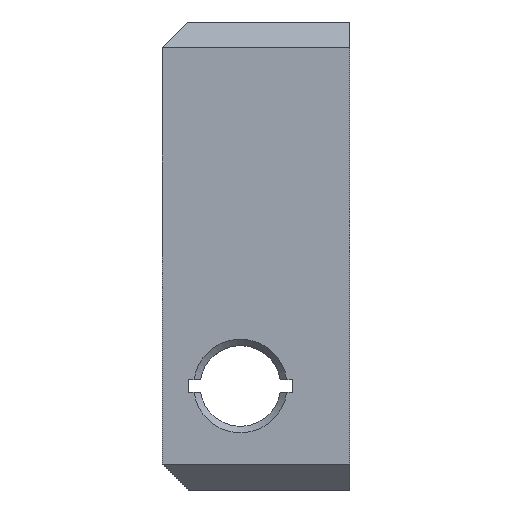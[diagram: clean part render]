
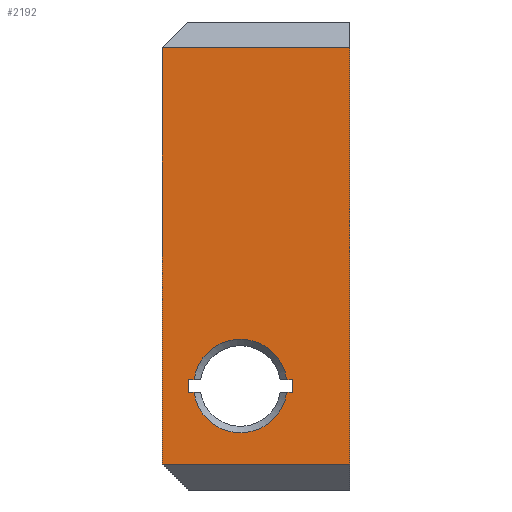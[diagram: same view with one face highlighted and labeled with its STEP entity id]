
A CAD part, left-side view. The second image highlights one B-rep face of the part: STEP entity #2192.
In plain terms, the highlighted planar face has unit normal (-1, 0, 0).
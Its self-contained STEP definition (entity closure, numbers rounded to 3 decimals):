
#86=FACE_BOUND('',#763,.T.);
#101=LINE('',#3115,#330);
#105=LINE('',#3128,#334);
#106=LINE('',#3130,#335);
#107=LINE('',#3132,#336);
#108=LINE('',#3133,#337);
#109=LINE('',#3135,#338);
#110=LINE('',#3137,#339);
#111=LINE('',#3139,#340);
#112=LINE('',#3143,#341);
#113=LINE('',#3144,#342);
#330=VECTOR('',#2520,10.);
#334=VECTOR('',#2526,10.);
#335=VECTOR('',#2527,10.);
#336=VECTOR('',#2528,10.);
#337=VECTOR('',#2529,10.);
#338=VECTOR('',#2530,10.);
#339=VECTOR('',#2531,10.);
#340=VECTOR('',#2532,10.);
#341=VECTOR('',#2535,10.);
#342=VECTOR('',#2536,10.);
#560=PLANE('',#2335);
#644=FACE_OUTER_BOUND('',#762,.T.);
#762=EDGE_LOOP('',(#1522,#1523,#1524,#1525));
#763=EDGE_LOOP('',(#1526,#1527,#1528,#1529,#1530,#1531,#1532,#1533));
#893=CIRCLE('',#2332,1.8);
#895=CIRCLE('',#2336,1.8);
#956=VERTEX_POINT('',#3102);
#957=VERTEX_POINT('',#3106);
#959=VERTEX_POINT('',#3114);
#963=VERTEX_POINT('',#3126);
#964=VERTEX_POINT('',#3127);
#965=VERTEX_POINT('',#3129);
#966=VERTEX_POINT('',#3131);
#967=VERTEX_POINT('',#3134);
#968=VERTEX_POINT('',#3136);
#969=VERTEX_POINT('',#3138);
#970=VERTEX_POINT('',#3140);
#971=VERTEX_POINT('',#3142);
#1178=EDGE_CURVE('',#956,#957,#893,.T.);
#1181=EDGE_CURVE('',#959,#957,#101,.T.);
#1186=EDGE_CURVE('',#963,#964,#105,.T.);
#1187=EDGE_CURVE('',#965,#963,#106,.T.);
#1188=EDGE_CURVE('',#966,#965,#107,.T.);
#1189=EDGE_CURVE('',#966,#964,#108,.T.);
#1190=EDGE_CURVE('',#956,#967,#109,.T.);
#1191=EDGE_CURVE('',#967,#968,#110,.T.);
#1192=EDGE_CURVE('',#968,#969,#111,.T.);
#1193=EDGE_CURVE('',#970,#969,#895,.T.);
#1194=EDGE_CURVE('',#970,#971,#112,.T.);
#1195=EDGE_CURVE('',#971,#959,#113,.T.);
#1522=ORIENTED_EDGE('',*,*,#1186,.F.);
#1523=ORIENTED_EDGE('',*,*,#1187,.F.);
#1524=ORIENTED_EDGE('',*,*,#1188,.F.);
#1525=ORIENTED_EDGE('',*,*,#1189,.T.);
#1526=ORIENTED_EDGE('',*,*,#1178,.F.);
#1527=ORIENTED_EDGE('',*,*,#1190,.T.);
#1528=ORIENTED_EDGE('',*,*,#1191,.T.);
#1529=ORIENTED_EDGE('',*,*,#1192,.T.);
#1530=ORIENTED_EDGE('',*,*,#1193,.F.);
#1531=ORIENTED_EDGE('',*,*,#1194,.T.);
#1532=ORIENTED_EDGE('',*,*,#1195,.T.);
#1533=ORIENTED_EDGE('',*,*,#1181,.T.);
#2192=ADVANCED_FACE('',(#644,#86),#560,.T.);
#2332=AXIS2_PLACEMENT_3D('',#3107,#2514,#2515);
#2335=AXIS2_PLACEMENT_3D('',#3125,#2524,#2525);
#2336=AXIS2_PLACEMENT_3D('',#3141,#2533,#2534);
#2514=DIRECTION('center_axis',(-1.,0.,0.));
#2515=DIRECTION('ref_axis',(0.,0.,-1.));
#2520=DIRECTION('',(0.,1.,0.));
#2524=DIRECTION('center_axis',(-1.,0.,0.));
#2525=DIRECTION('ref_axis',(0.,0.,1.));
#2526=DIRECTION('',(0.,-1.,0.));
#2527=DIRECTION('',(0.,0.,1.));
#2528=DIRECTION('',(0.,1.,0.));
#2529=DIRECTION('',(0.,0.,1.));
#2530=DIRECTION('',(0.,1.,0.));
#2531=DIRECTION('',(0.,0.,1.));
#2532=DIRECTION('',(0.,-1.,0.));
#2533=DIRECTION('center_axis',(-1.,0.,0.));
#2534=DIRECTION('ref_axis',(0.,0.,1.));
#2535=DIRECTION('',(0.,-1.,0.));
#2536=DIRECTION('',(0.,0.,-1.));
#3102=CARTESIAN_POINT('',(-5.,5.783,-5.25));
#3106=CARTESIAN_POINT('',(-5.,2.217,-5.25));
#3107=CARTESIAN_POINT('Origin',(-5.,4.,-5.));
#3114=CARTESIAN_POINT('',(-5.,2.,-5.25));
#3115=CARTESIAN_POINT('',(-5.,1.235,-5.25));
#3125=CARTESIAN_POINT('Origin',(-5.,0.,-9.));
#3126=CARTESIAN_POINT('',(-5.,7.,8.));
#3127=CARTESIAN_POINT('',(-5.,-0.2,8.));
#3128=CARTESIAN_POINT('',(-5.,0.,8.));
#3129=CARTESIAN_POINT('',(-5.,7.,-8.));
#3130=CARTESIAN_POINT('',(-5.,7.,-9.));
#3131=CARTESIAN_POINT('',(-5.,-0.2,-8.));
#3132=CARTESIAN_POINT('',(-5.,0.,-8.));
#3133=CARTESIAN_POINT('',(-5.,-0.2,-9.));
#3134=CARTESIAN_POINT('',(-5.,6.,-5.25));
#3135=CARTESIAN_POINT('',(-5.,3.,-5.25));
#3136=CARTESIAN_POINT('',(-5.,6.,-4.75));
#3137=CARTESIAN_POINT('',(-5.,6.,-6.875));
#3138=CARTESIAN_POINT('',(-5.,5.783,-4.75));
#3139=CARTESIAN_POINT('',(-5.,2.765,-4.75));
#3140=CARTESIAN_POINT('',(-5.,2.217,-4.75));
#3141=CARTESIAN_POINT('Origin',(-5.,4.,-5.));
#3142=CARTESIAN_POINT('',(-5.,2.,-4.75));
#3143=CARTESIAN_POINT('',(-5.,1.,-4.75));
#3144=CARTESIAN_POINT('',(-5.,2.,-7.125));
